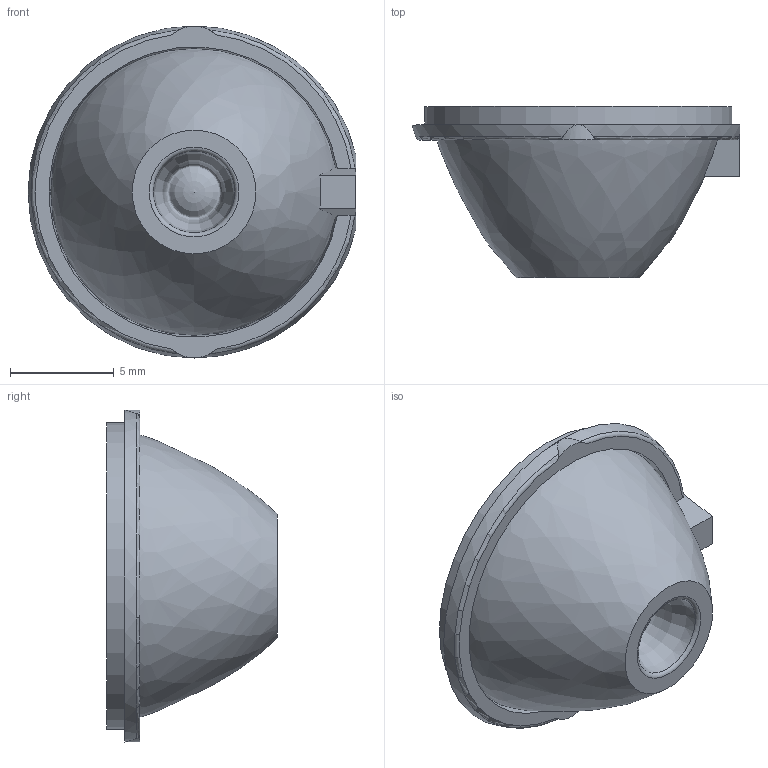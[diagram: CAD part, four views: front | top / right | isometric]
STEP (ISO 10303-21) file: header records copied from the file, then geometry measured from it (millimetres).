
FILE_DESCRIPTION(('STEP AP203'),'1');
FILE_NAME('191203_X74026_3D_LLC22 Mechanical version_IndB.step','2020-11-04T10:31:58',(' '),(' '),'Spatial InterOp 3D',' ',' ');
FILE_SCHEMA(('CONFIG_CONTROL_DESIGN'));
Length unit declared in the file: millimetre
Products named in the file (1): 1
Bounding box: 15.8 x 8.24 x 16 mm (x, y, z)
Volume: 861.4 mm3; surface area: 675.5 mm2
Topology: 1 solids, 1 shells, 26 faces, 62 edges, 40 vertices
Faces by surface type: plane 9, torus 5, cone 5, cylinder 4, revolution 2, bspline 1
Full cylindrical faces by diameter (mm): 4.1 x1, 14.8 x1
Entity records: 876 total; most frequent: CARTESIAN_POINT 287, DIRECTION 110, ORIENTED_EDGE 104, EDGE_CURVE 52, AXIS2_PLACEMENT_3D 50, VERTEX_POINT 38, EDGE_LOOP 35, FACE_OUTER_BOUND 31
